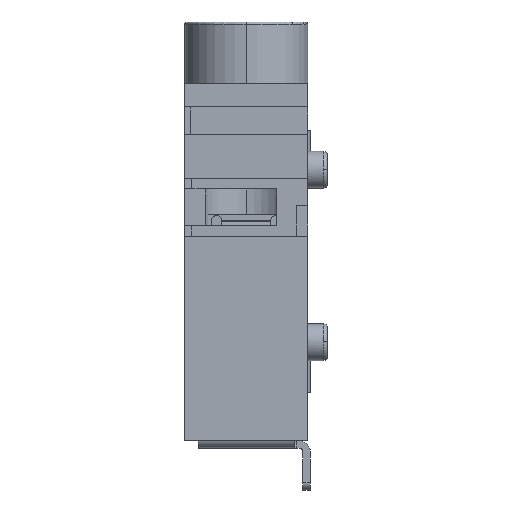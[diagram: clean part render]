
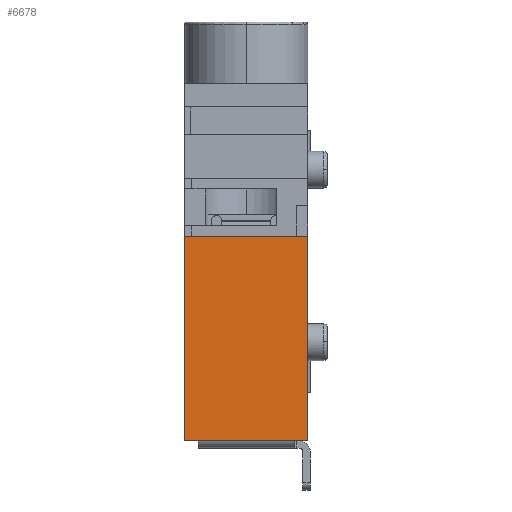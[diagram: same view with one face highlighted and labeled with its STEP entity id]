
A CAD part, left-side view. The second image highlights one B-rep face of the part: STEP entity #6678.
In plain terms, the highlighted planar face has unit normal (-1, 0, 0).
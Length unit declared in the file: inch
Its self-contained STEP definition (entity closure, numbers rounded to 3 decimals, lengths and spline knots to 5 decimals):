
#641 = DIRECTION ( 'NONE',  ( 0., 1., 0. ) ) ;
#948 = CARTESIAN_POINT ( 'NONE',  ( -0.11811, -0.09843, -0.28543 ) ) ;
#1067 = EDGE_CURVE ( 'NONE', #3195, #11748, #7515, .T. ) ;
#1294 = VERTEX_POINT ( 'NONE', #7023 ) ;
#1551 = FACE_OUTER_BOUND ( 'NONE', #3412, .T. ) ;
#1618 = PLANE ( 'NONE',  #5947 ) ;
#1782 = ORIENTED_EDGE ( 'NONE', *, *, #10875, .F. ) ;
#3114 = DIRECTION ( 'NONE',  ( 0., 0., -1. ) ) ;
#3195 = VERTEX_POINT ( 'NONE', #4762 ) ;
#3412 = EDGE_LOOP ( 'NONE', ( #10886, #9076, #1782, #4384 ) ) ;
#3686 = DIRECTION ( 'NONE',  ( 0., 0., 1. ) ) ;
#4384 = ORIENTED_EDGE ( 'NONE', *, *, #1067, .T. ) ;
#4447 = CARTESIAN_POINT ( 'NONE',  ( -0.11811, 0.09843, -0.57087 ) ) ;
#4762 = CARTESIAN_POINT ( 'NONE',  ( -0.11811, 0.09843, -0.24409 ) ) ;
#5947 = AXIS2_PLACEMENT_3D ( 'NONE', #9809, #7966, #9575 ) ;
#5959 = CARTESIAN_POINT ( 'NONE',  ( -0.11811, 0., -0.24409 ) ) ;
#6678 = ADVANCED_FACE ( 'NONE', ( #1551 ), #1618, .F. ) ;
#6758 = VECTOR ( 'NONE', #3114, 39.37008 ) ;
#7023 = CARTESIAN_POINT ( 'NONE',  ( -0.11811, -0.09843, -0.24409 ) ) ;
#7387 = CARTESIAN_POINT ( 'NONE',  ( -0.11811, -0.09843, -0.57087 ) ) ;
#7515 = LINE ( 'NONE', #10235, #6758 ) ;
#7966 = DIRECTION ( 'NONE',  ( 1., 0., 0. ) ) ;
#8424 = VECTOR ( 'NONE', #11538, 39.37008 ) ;
#8774 = CARTESIAN_POINT ( 'NONE',  ( -0.11811, 0., -0.57087 ) ) ;
#9076 = ORIENTED_EDGE ( 'NONE', *, *, #9738, .T. ) ;
#9575 = DIRECTION ( 'NONE',  ( 0., -1., 0. ) ) ;
#9577 = LINE ( 'NONE', #5959, #8424 ) ;
#9611 = LINE ( 'NONE', #8774, #9966 ) ;
#9738 = EDGE_CURVE ( 'NONE', #10602, #1294, #9808, .T. ) ;
#9808 = LINE ( 'NONE', #948, #10680 ) ;
#9809 = CARTESIAN_POINT ( 'NONE',  ( -0.11811, 0.10236, -0.23756 ) ) ;
#9966 = VECTOR ( 'NONE', #641, 39.37008 ) ;
#10235 = CARTESIAN_POINT ( 'NONE',  ( -0.11811, 0.09843, -0.28543 ) ) ;
#10602 = VERTEX_POINT ( 'NONE', #7387 ) ;
#10680 = VECTOR ( 'NONE', #3686, 39.37008 ) ;
#10875 = EDGE_CURVE ( 'NONE', #3195, #1294, #9577, .T. ) ;
#10886 = ORIENTED_EDGE ( 'NONE', *, *, #11721, .F. ) ;
#11538 = DIRECTION ( 'NONE',  ( 0., -1., 0. ) ) ;
#11721 = EDGE_CURVE ( 'NONE', #10602, #11748, #9611, .T. ) ;
#11748 = VERTEX_POINT ( 'NONE', #4447 ) ;
